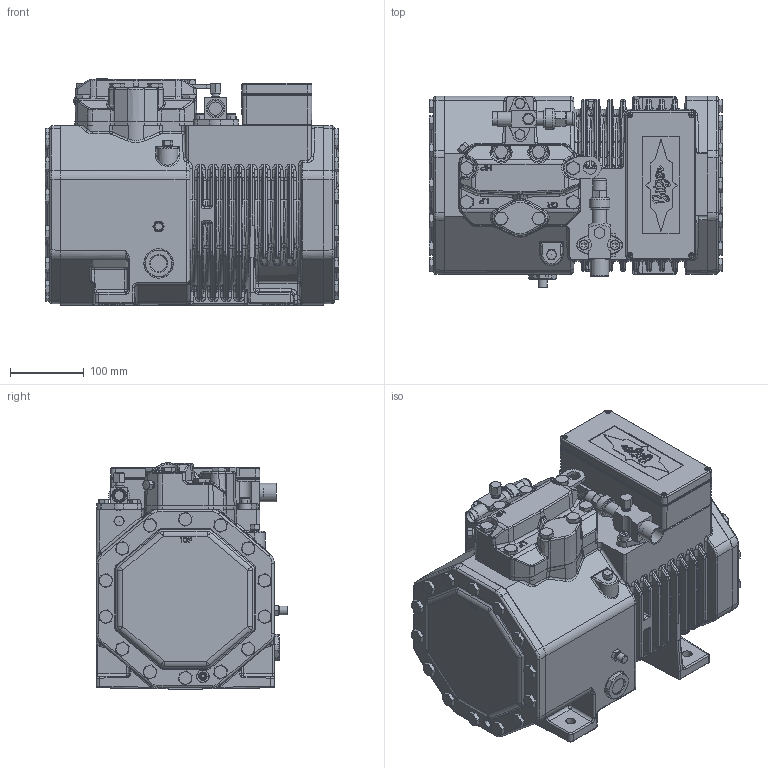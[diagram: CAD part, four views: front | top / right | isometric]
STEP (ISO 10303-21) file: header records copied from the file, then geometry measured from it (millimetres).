
FILE_DESCRIPTION(/* description */ (''),/* implementation_level */ '2;1');
FILE_NAME(/* name */ 'CE2_STANDARD.stp',/* time_stamp */ '2013-05-21T14:56:35+02:00',/* author */ (''),/* organization */ (''),/* preprocessor_version */ 'ST-DEVELOPER v14',/* originating_system */ 'SIEMENS PLM Software NX 8.0',/* authorisation */ '');
FILE_SCHEMA (('AUTOMOTIVE_DESIGN { 1 0 10303 214 3 1 1 1 }'));
Products named in the file (4): BODY_CE2; SHUT_OFF_VALVE_D22L_7-8; SHUT_OFF_VALVE_D16_5-8; CE2_STANDARD
Assembly tree (3 placements, depth 2):
  CE2_STANDARD
    SHUT_OFF_VALVE_D16_5-8
    SHUT_OFF_VALVE_D22L_7-8
    BODY_CE2
Bounding box: 397.82 x 259.45 x 306.74 mm (x, y, z)
Volume: 20980324.6 mm3; surface area: 723595.4 mm2
Topology: 3 solids, 27 shells, 4332 faces, 10465 edges, 6358 vertices
Faces by surface type: plane 1654, cylinder 979, bspline 876, cone 454, extrusion 165, torus 136, sphere 68
Full cylindrical faces by diameter (mm): 5 x6, 6 x1, 6.5 x2, 6.8 x4, 7 x1, 7.794 x2, 8.5 x1, 9 x4, 9.76 x15, 10 x2, 10.287 x1, 10.29 x3, 11 x21, 12 x3, 12.5 x1, 13 x6, 14 x1, 14.59 x14, 15 x2, 16.1 x1, 17 x3, 18 x2, 18.5 x1, 19 x5, 20 x2, 22 x1, 22.2 x1, 22.35 x1, 23 x1, 24 x4
Entity records: 143878 total; most frequent: CARTESIAN_POINT 48105, ORIENTED_EDGE 20064, DIRECTION 18225, EDGE_CURVE 10032, AXIS2_PLACEMENT_3D 7067, VERTEX_POINT 6258, EDGE_LOOP 4882, ADVANCED_FACE 4332
